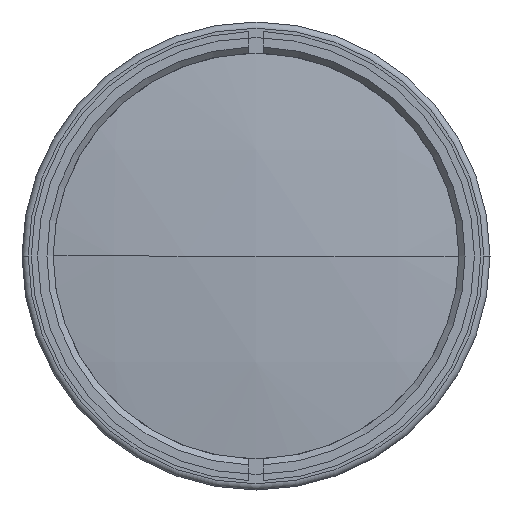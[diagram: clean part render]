
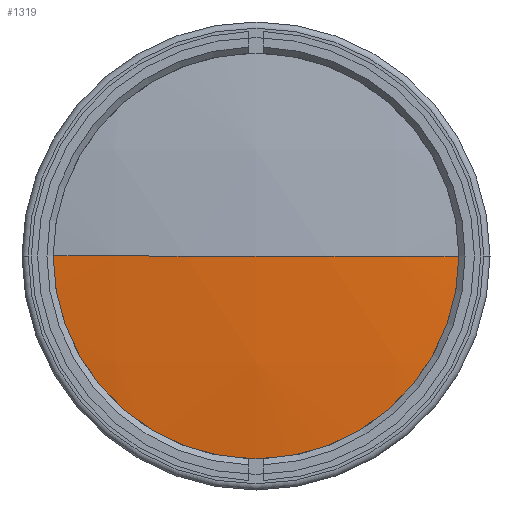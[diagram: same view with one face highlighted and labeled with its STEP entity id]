
A CAD part, left-side view. The second image highlights one B-rep face of the part: STEP entity #1319.
In plain terms, the highlighted spherical face has radius 252 mm.
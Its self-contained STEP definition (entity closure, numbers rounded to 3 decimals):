
#47 = AXIS2_PLACEMENT_3D ( 'NONE', #2369, #2001, #1195 ) ;
#123 = CARTESIAN_POINT ( 'NONE',  ( -141.713, 0., 0. ) ) ;
#437 = VERTEX_POINT ( 'NONE', #123 ) ;
#712 = ORIENTED_EDGE ( 'NONE', *, *, #1641, .T. ) ;
#739 = ORIENTED_EDGE ( 'NONE', *, *, #2121, .T. ) ;
#817 = DIRECTION ( 'NONE',  ( 0., 0., 1. ) ) ;
#831 = CIRCLE ( 'NONE', #47, 34. ) ;
#901 = VERTEX_POINT ( 'NONE', #916 ) ;
#916 = CARTESIAN_POINT ( 'NONE',  ( -139.409, 34., 0. ) ) ;
#1195 = DIRECTION ( 'NONE',  ( 0., 0., 1. ) ) ;
#1208 = VERTEX_POINT ( 'NONE', #3383 ) ;
#1226 = CIRCLE ( 'NONE', #1285, 252. ) ;
#1229 = FACE_OUTER_BOUND ( 'NONE', #2354, .T. ) ;
#1285 = AXIS2_PLACEMENT_3D ( 'NONE', #1389, #817, #3258 ) ;
#1319 = ADVANCED_FACE ( 'NONE', ( #1229 ), #3414, .T. ) ;
#1389 = CARTESIAN_POINT ( 'NONE',  ( 110.287, 0., 0. ) ) ;
#1641 = EDGE_CURVE ( 'NONE', #1208, #437, #2993, .T. ) ;
#1895 = AXIS2_PLACEMENT_3D ( 'NONE', #2058, #2286, #2847 ) ;
#1992 = CARTESIAN_POINT ( 'NONE',  ( 110.287, 0., 0. ) ) ;
#2001 = DIRECTION ( 'NONE',  ( -1., 0., 0. ) ) ;
#2021 = AXIS2_PLACEMENT_3D ( 'NONE', #1992, #2308, #2597 ) ;
#2058 = CARTESIAN_POINT ( 'NONE',  ( 110.287, 0., 0. ) ) ;
#2121 = EDGE_CURVE ( 'NONE', #901, #1208, #831, .T. ) ;
#2286 = DIRECTION ( 'NONE',  ( 0., 0., -1. ) ) ;
#2308 = DIRECTION ( 'NONE',  ( 0., 0., -1. ) ) ;
#2354 = EDGE_LOOP ( 'NONE', ( #739, #712, #3014 ) ) ;
#2369 = CARTESIAN_POINT ( 'NONE',  ( -139.409, 0., 0. ) ) ;
#2597 = DIRECTION ( 'NONE',  ( 0., 1., 0. ) ) ;
#2847 = DIRECTION ( 'NONE',  ( 0., 1., 0. ) ) ;
#2993 = CIRCLE ( 'NONE', #2021, 252. ) ;
#3014 = ORIENTED_EDGE ( 'NONE', *, *, #3041, .F. ) ;
#3041 = EDGE_CURVE ( 'NONE', #901, #437, #1226, .T. ) ;
#3258 = DIRECTION ( 'NONE',  ( 0., -1., 0. ) ) ;
#3383 = CARTESIAN_POINT ( 'NONE',  ( -139.409, -34., 0. ) ) ;
#3414 = SPHERICAL_SURFACE ( 'NONE', #1895, 252. ) ;
